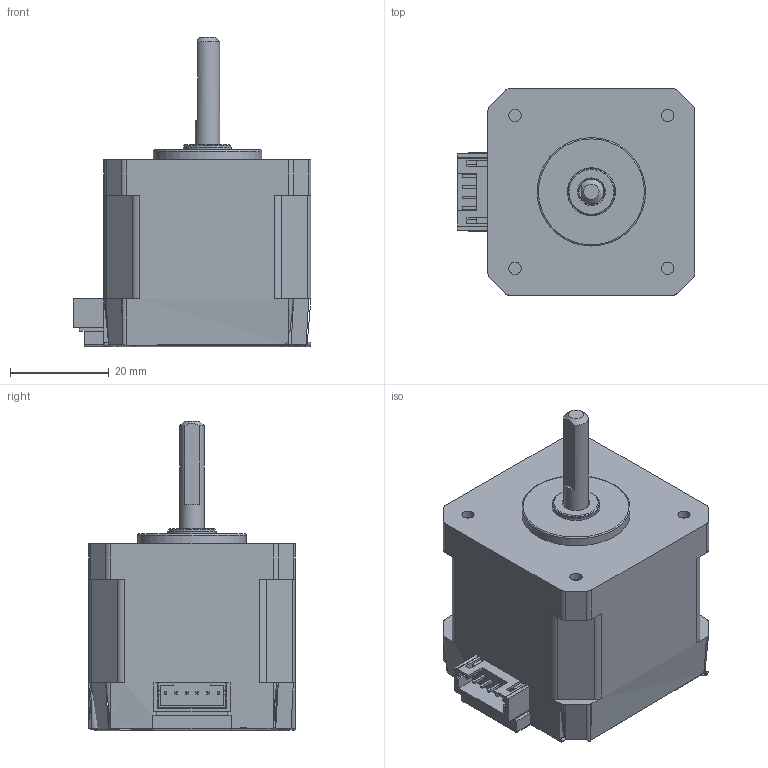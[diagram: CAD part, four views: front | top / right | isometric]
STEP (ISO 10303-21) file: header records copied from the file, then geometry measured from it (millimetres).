
FILE_DESCRIPTION(/* description */ (''),/* implementation_level */ '2;1');
FILE_NAME(/* name */ '',/* time_stamp */ '2025-07-02T17:30:05+08:00',/* author */ (''),/* organization */ (''),/* preprocessor_version */ 'ST-DEVELOPER v20.1',/* originating_system */ 'Autodesk Translation Framework v14.10.0.0',/* authorisation */ '');
FILE_SCHEMA (('AUTOMOTIVE_DESIGN { 1 0 10303 214 3 1 1 }'));
Length unit declared in the file: millimetre
Products named in the file (3): ROBOT; base; 42STEPPER
Assembly tree (2 placements, depth 3):
  ROBOT
    base
      42STEPPER
Bounding box: 48.25 x 42 x 62.9 mm (x, y, z)
Volume: 65484.3 mm3; surface area: 11441.5 mm2
Topology: 1 solids, 1 shells, 309 faces, 858 edges, 534 vertices
Faces by surface type: plane 212, cylinder 74, torus 9, sphere 8, cone 6
Full cylindrical faces by diameter (mm): 2.5 x4, 3 x1, 4.8 x1, 5 x2, 5.25 x1, 5.4 x4, 6 x4, 8.5 x1, 9 x1, 9.5 x1, 9.75 x1, 22 x1
Entity records: 9625 total; most frequent: CARTESIAN_POINT 1751, DIRECTION 1629, ORIENTED_EDGE 1618, EDGE_CURVE 809, LINE 573, VECTOR 573, VERTEX_POINT 531, AXIS2_PLACEMENT_3D 528
